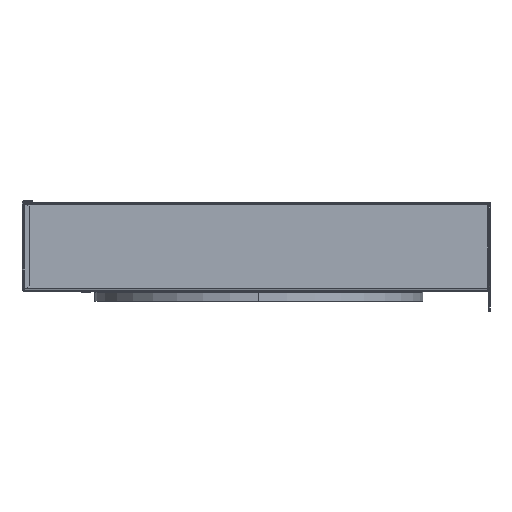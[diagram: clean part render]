
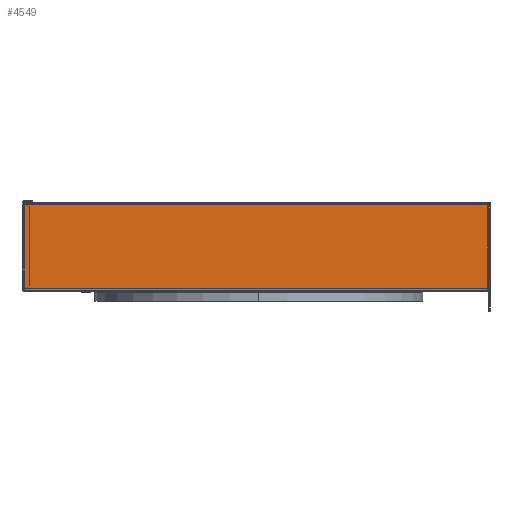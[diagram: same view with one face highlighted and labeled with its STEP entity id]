
A CAD part, left-side view. The second image highlights one B-rep face of the part: STEP entity #4549.
In plain terms, the highlighted face is planar.
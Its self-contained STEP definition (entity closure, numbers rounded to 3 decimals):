
#1044=DIRECTION('',(0.,1.,0.));
#1045=VECTOR('',#1044,657.439);
#1046=CARTESIAN_POINT('',(397.3,-328.5,-1.5));
#1047=LINE('',#1046,#1045);
#1048=DIRECTION('',(0.,0.,-1.));
#1049=VECTOR('',#1048,119.);
#1050=CARTESIAN_POINT('',(397.3,328.939,-1.5));
#1051=LINE('',#1050,#1049);
#1052=DIRECTION('',(0.,0.,1.));
#1053=VECTOR('',#1052,1.3);
#1054=CARTESIAN_POINT('',(397.3,-328.5,-120.5));
#1055=LINE('',#1054,#1053);
#1056=DIRECTION('',(0.,0.,-1.));
#1057=VECTOR('',#1056,1.3);
#1058=CARTESIAN_POINT('',(397.3,-328.5,-1.5));
#1059=LINE('',#1058,#1057);
#1098=DIRECTION('',(0.,0.,-1.));
#1099=VECTOR('',#1098,116.4);
#1100=CARTESIAN_POINT('',(397.3,-328.5,-2.8));
#1101=LINE('',#1100,#1099);
#1288=DIRECTION('',(0.,-1.,0.));
#1289=VECTOR('',#1288,657.439);
#1290=CARTESIAN_POINT('',(397.3,328.939,-120.5));
#1291=LINE('',#1290,#1289);
#2621=CARTESIAN_POINT('',(397.3,328.939,-120.5));
#2622=VERTEX_POINT('',#2621);
#2623=CARTESIAN_POINT('',(397.3,328.939,-1.5));
#2624=VERTEX_POINT('',#2623);
#2697=CARTESIAN_POINT('',(397.3,-328.5,-120.5));
#2698=VERTEX_POINT('',#2697);
#2701=CARTESIAN_POINT('',(397.3,-328.5,-1.5));
#2702=VERTEX_POINT('',#2701);
#2711=CARTESIAN_POINT('',(397.3,-328.5,-119.2));
#2712=VERTEX_POINT('',#2711);
#2723=CARTESIAN_POINT('',(397.3,-328.5,-2.8));
#2724=VERTEX_POINT('',#2723);
#4532=CARTESIAN_POINT('',(397.3,328.5,-1.5));
#4533=DIRECTION('',(-1.,0.,0.));
#4534=DIRECTION('',(0.,0.,-1.));
#4535=AXIS2_PLACEMENT_3D('',#4532,#4533,#4534);
#4536=PLANE('',#4535);
#4537=ORIENTED_EDGE('',*,*,#4398,.T.);
#4539=ORIENTED_EDGE('',*,*,#4538,.T.);
#4541=ORIENTED_EDGE('',*,*,#4540,.T.);
#4543=ORIENTED_EDGE('',*,*,#4542,.T.);
#4545=ORIENTED_EDGE('',*,*,#4544,.F.);
#4546=ORIENTED_EDGE('',*,*,#4520,.F.);
#4547=EDGE_LOOP('',(#4537,#4539,#4541,#4543,#4545,#4546));
#4548=FACE_OUTER_BOUND('',#4547,.F.);
#4549=ADVANCED_FACE('',(#4548),#4536,.F.);
#4398=EDGE_CURVE('',#2702,#2624,#1047,.T.);
#4520=EDGE_CURVE('',#2702,#2724,#1059,.T.);
#4538=EDGE_CURVE('',#2624,#2622,#1051,.T.);
#4540=EDGE_CURVE('',#2622,#2698,#1291,.T.);
#4542=EDGE_CURVE('',#2698,#2712,#1055,.T.);
#4544=EDGE_CURVE('',#2724,#2712,#1101,.T.);
